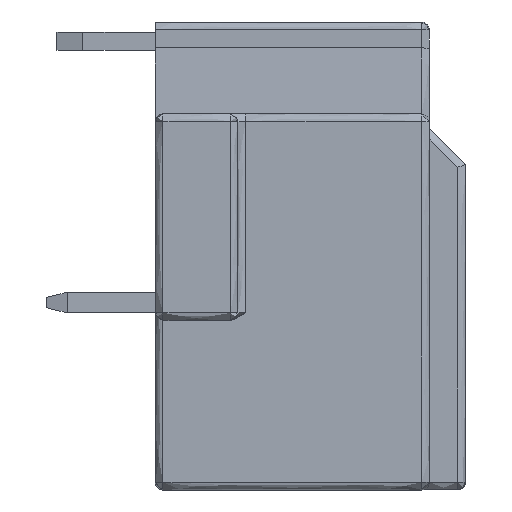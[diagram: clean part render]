
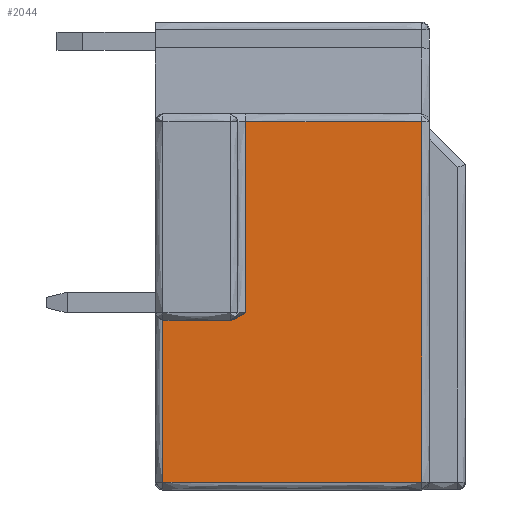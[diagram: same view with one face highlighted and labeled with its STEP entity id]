
A CAD part, left-side view. The second image highlights one B-rep face of the part: STEP entity #2044.
In plain terms, the highlighted free-form (B-spline) face has degree [1, 1] with [2, 2] control points.
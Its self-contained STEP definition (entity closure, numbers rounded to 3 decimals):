
#1914=CARTESIAN_POINT('',(-32.31,29.29,-2.));
#1915=CARTESIAN_POINT('',(-32.31,29.29,12.55));
#1916=CARTESIAN_POINT('',(-32.31,18.69,-2.));
#1917=CARTESIAN_POINT('',(-32.31,18.69,12.55));
#1918=B_SPLINE_SURFACE_WITH_KNOTS('',1,1,((#1914,#1915),(#1916,#1917)),.PLANE_SURF.,.F.,.F.,.U.,(2,2),(2,2),(0.,10.6),(0.,14.55),.UNSPECIFIED.);
#1919=CARTESIAN_POINT('',(-32.31,25.79,12.25));
#1920=VERTEX_POINT('',#1919);
#1921=CARTESIAN_POINT('',(-32.31,25.79,4.85));
#1922=VERTEX_POINT('',#1921);
#1923=CARTESIAN_POINT('',(-32.31,25.79,12.25));
#1924=CARTESIAN_POINT('',(-32.31,25.79,4.85));
#1925=B_SPLINE_CURVE_WITH_KNOTS('',1,(#1923,#1924),.POLYLINE_FORM.,.F.,.U.,(2,2),(0.635,0.965),.UNSPECIFIED.);
#1926=EDGE_CURVE('',#1920,#1922,#1925,.T.);
#1927=ORIENTED_EDGE('',*,*,#1926,.T.);
#1928=CARTESIAN_POINT('',(-32.31,26.39,4.55));
#1929=VERTEX_POINT('',#1928);
#1930=CARTESIAN_POINT('',(-32.31,25.79,4.85));
#1931=CARTESIAN_POINT('',(-32.31,25.79,4.845));
#1932=CARTESIAN_POINT('',(-32.31,25.793,4.836));
#1933=CARTESIAN_POINT('',(-32.31,25.8,4.826));
#1934=CARTESIAN_POINT('',(-32.31,25.811,4.814));
#1935=CARTESIAN_POINT('',(-32.31,25.819,4.806));
#1936=CARTESIAN_POINT('',(-32.31,25.831,4.796));
#1937=CARTESIAN_POINT('',(-32.31,25.841,4.788));
#1938=CARTESIAN_POINT('',(-32.31,25.852,4.779));
#1939=CARTESIAN_POINT('',(-32.31,25.864,4.77));
#1940=CARTESIAN_POINT('',(-32.31,25.875,4.763));
#1941=CARTESIAN_POINT('',(-32.31,25.891,4.752));
#1942=CARTESIAN_POINT('',(-32.31,25.904,4.744));
#1943=CARTESIAN_POINT('',(-32.31,25.92,4.734));
#1944=CARTESIAN_POINT('',(-32.31,25.942,4.721));
#1945=CARTESIAN_POINT('',(-32.31,25.977,4.701));
#1946=CARTESIAN_POINT('',(-32.31,26.02,4.679));
#1947=CARTESIAN_POINT('',(-32.31,26.051,4.663));
#1948=CARTESIAN_POINT('',(-32.31,26.074,4.652));
#1949=CARTESIAN_POINT('',(-32.31,26.082,4.648));
#1950=CARTESIAN_POINT('',(-32.31,26.09,4.645));
#1951=CARTESIAN_POINT('',(-32.31,26.099,4.641));
#1952=CARTESIAN_POINT('',(-32.31,26.124,4.629));
#1953=CARTESIAN_POINT('',(-32.31,26.161,4.614));
#1954=CARTESIAN_POINT('',(-32.31,26.196,4.6));
#1955=CARTESIAN_POINT('',(-32.31,26.215,4.593));
#1956=CARTESIAN_POINT('',(-32.31,26.238,4.585));
#1957=CARTESIAN_POINT('',(-32.31,26.256,4.578));
#1958=CARTESIAN_POINT('',(-32.31,26.279,4.571));
#1959=CARTESIAN_POINT('',(-32.31,26.3,4.565));
#1960=CARTESIAN_POINT('',(-32.31,26.319,4.56));
#1961=CARTESIAN_POINT('',(-32.31,26.352,4.553));
#1962=CARTESIAN_POINT('',(-32.31,26.371,4.55));
#1963=CARTESIAN_POINT('',(-32.31,26.39,4.55));
#1964=B_SPLINE_CURVE_WITH_KNOTS('',3,(#1930,#1931,#1932,#1933,#1934,#1935,#1936,#1937,#1938,#1939,#1940,#1941,#1942,#1943,#1944,#1945,#1946,#1947,#1948,#1949,#1950,#1951,#1952,#1953,#1954,#1955,#1956,#1957,#1958,#1959,#1960,#1961,#1962,#1963),.UNSPECIFIED.,.F.,.U.,(4,1,1,1,1,1,1,1,1,1,1,1,1,1,1,1,1,1,3,1,1,1,1,1,1,1,1,1,1,4),(0.,0.02,0.04,0.061,0.081,0.101,0.121,0.141,0.161,0.182,0.208,0.239,0.25,0.289,0.352,0.427,0.5,0.502,0.539,0.58,0.662,0.712,0.746,0.75,0.818,0.831,0.856,0.914,0.915,1.),.UNSPECIFIED.);
#1965=EDGE_CURVE('',#1922,#1929,#1964,.T.);
#1966=ORIENTED_EDGE('',*,*,#1965,.T.);
#1967=CARTESIAN_POINT('',(-32.31,26.845,4.55));
#1968=VERTEX_POINT('',#1967);
#1969=CARTESIAN_POINT('',(-32.31,26.39,4.55));
#1970=CARTESIAN_POINT('',(-32.31,26.845,4.55));
#1971=B_SPLINE_CURVE_WITH_KNOTS('',1,(#1969,#1970),.POLYLINE_FORM.,.F.,.U.,(2,2),(0.,0.603),.UNSPECIFIED.);
#1972=EDGE_CURVE('',#1929,#1968,#1971,.T.);
#1973=ORIENTED_EDGE('',*,*,#1972,.T.);
#1974=CARTESIAN_POINT('',(-32.31,27.045,5.65));
#1975=VERTEX_POINT('',#1974);
#1976=CARTESIAN_POINT('',(-32.31,26.845,4.55));
#1977=CARTESIAN_POINT('',(-32.31,27.045,5.65));
#1978=B_SPLINE_CURVE_WITH_KNOTS('',1,(#1976,#1977),.POLYLINE_FORM.,.F.,.U.,(2,2),(0.491,0.543),.UNSPECIFIED.);
#1979=EDGE_CURVE('',#1968,#1975,#1978,.T.);
#1980=ORIENTED_EDGE('',*,*,#1979,.T.);
#1981=CARTESIAN_POINT('',(-32.31,27.045,11.55));
#1982=VERTEX_POINT('',#1981);
#1983=CARTESIAN_POINT('',(-32.31,27.045,5.65));
#1984=CARTESIAN_POINT('',(-32.31,27.045,11.55));
#1985=B_SPLINE_CURVE_WITH_KNOTS('',1,(#1983,#1984),.POLYLINE_FORM.,.F.,.U.,(2,2),(0.,1.),.UNSPECIFIED.);
#1986=EDGE_CURVE('',#1975,#1982,#1985,.T.);
#1987=ORIENTED_EDGE('',*,*,#1986,.T.);
#1988=CARTESIAN_POINT('',(-32.31,27.945,11.55));
#1989=VERTEX_POINT('',#1988);
#1990=CARTESIAN_POINT('',(-32.31,27.045,11.55));
#1991=CARTESIAN_POINT('',(-32.31,27.945,11.55));
#1992=B_SPLINE_CURVE_WITH_KNOTS('',1,(#1990,#1991),.POLYLINE_FORM.,.F.,.U.,(2,2),(0.,1.),.UNSPECIFIED.);
#1993=EDGE_CURVE('',#1982,#1989,#1992,.T.);
#1994=ORIENTED_EDGE('',*,*,#1993,.T.);
#1995=CARTESIAN_POINT('',(-32.31,27.945,6.15));
#1996=VERTEX_POINT('',#1995);
#1997=CARTESIAN_POINT('',(-32.31,27.945,11.55));
#1998=CARTESIAN_POINT('',(-32.31,27.945,6.15));
#1999=B_SPLINE_CURVE_WITH_KNOTS('',1,(#1997,#1998),.POLYLINE_FORM.,.F.,.U.,(2,2),(0.,1.),.UNSPECIFIED.);
#2000=EDGE_CURVE('',#1989,#1996,#1999,.T.);
#2001=ORIENTED_EDGE('',*,*,#2000,.T.);
#2002=CARTESIAN_POINT('',(-32.31,28.145,5.65));
#2003=VERTEX_POINT('',#2002);
#2004=CARTESIAN_POINT('',(-32.31,27.945,6.15));
#2005=CARTESIAN_POINT('',(-32.31,28.145,5.65));
#2006=B_SPLINE_CURVE_WITH_KNOTS('',1,(#2004,#2005),.POLYLINE_FORM.,.F.,.U.,(2,2),(0.,1.),.UNSPECIFIED.);
#2007=EDGE_CURVE('',#1996,#2003,#2006,.T.);
#2008=ORIENTED_EDGE('',*,*,#2007,.T.);
#2009=CARTESIAN_POINT('',(-32.31,28.99,5.65));
#2010=VERTEX_POINT('',#2009);
#2011=CARTESIAN_POINT('',(-32.31,28.145,5.65));
#2012=CARTESIAN_POINT('',(-32.31,28.99,5.65));
#2013=B_SPLINE_CURVE_WITH_KNOTS('',1,(#2011,#2012),.POLYLINE_FORM.,.F.,.U.,(2,2),(0.134,0.51),.UNSPECIFIED.);
#2014=EDGE_CURVE('',#2003,#2010,#2013,.T.);
#2015=ORIENTED_EDGE('',*,*,#2014,.T.);
#2016=CARTESIAN_POINT('',(-32.31,28.99,-1.7));
#2017=VERTEX_POINT('',#2016);
#2018=CARTESIAN_POINT('',(-32.31,28.99,5.65));
#2019=CARTESIAN_POINT('',(-32.31,28.99,-1.7));
#2020=B_SPLINE_CURVE_WITH_KNOTS('',1,(#2018,#2019),.POLYLINE_FORM.,.F.,.U.,(2,2),(0.86,0.918),.UNSPECIFIED.);
#2021=EDGE_CURVE('',#2010,#2017,#2020,.T.);
#2022=ORIENTED_EDGE('',*,*,#2021,.T.);
#2023=CARTESIAN_POINT('',(-32.31,18.99,-1.7));
#2024=VERTEX_POINT('',#2023);
#2025=CARTESIAN_POINT('',(-32.31,28.99,-1.7));
#2026=CARTESIAN_POINT('',(-32.31,18.99,-1.7));
#2027=B_SPLINE_CURVE_WITH_KNOTS('',1,(#2025,#2026),.POLYLINE_FORM.,.F.,.U.,(2,2),(0.336,0.664),.UNSPECIFIED.);
#2028=EDGE_CURVE('',#2017,#2024,#2027,.T.);
#2029=ORIENTED_EDGE('',*,*,#2028,.T.);
#2030=CARTESIAN_POINT('',(-32.31,18.99,12.25));
#2031=VERTEX_POINT('',#2030);
#2032=CARTESIAN_POINT('',(-32.31,18.99,-1.7));
#2033=CARTESIAN_POINT('',(-32.31,18.99,12.25));
#2034=B_SPLINE_CURVE_WITH_KNOTS('',1,(#2032,#2033),.POLYLINE_FORM.,.F.,.U.,(2,2),(0.191,0.475),.UNSPECIFIED.);
#2035=EDGE_CURVE('',#2024,#2031,#2034,.T.);
#2036=ORIENTED_EDGE('',*,*,#2035,.T.);
#2037=CARTESIAN_POINT('',(-32.31,18.99,12.25));
#2038=CARTESIAN_POINT('',(-32.31,25.79,12.25));
#2039=B_SPLINE_CURVE_WITH_KNOTS('',1,(#2037,#2038),.POLYLINE_FORM.,.F.,.U.,(2,2),(0.515,0.806),.UNSPECIFIED.);
#2040=EDGE_CURVE('',#2031,#1920,#2039,.T.);
#2041=ORIENTED_EDGE('',*,*,#2040,.T.);
#2042=EDGE_LOOP('',(#1927,#1966,#1973,#1980,#1987,#1994,#2001,#2008,#2015,#2022,#2029,#2036,#2041));
#2043=FACE_OUTER_BOUND('',#2042,.T.);
#2044=ADVANCED_FACE('',(#2043),#1918,.T.);
